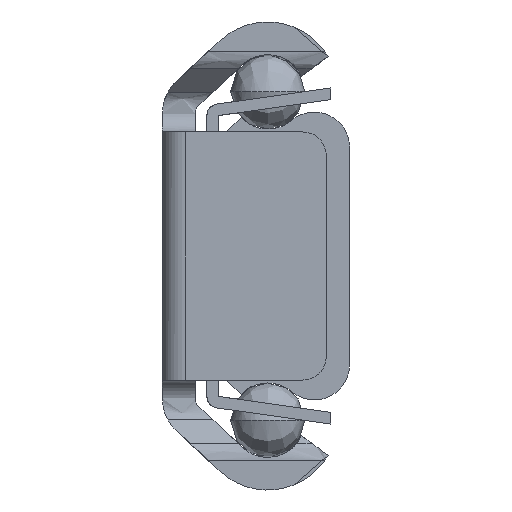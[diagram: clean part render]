
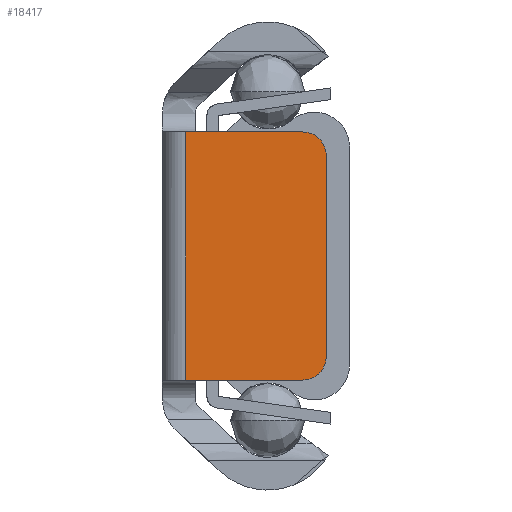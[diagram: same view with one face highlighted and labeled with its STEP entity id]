
A CAD part, left-side view. The second image highlights one B-rep face of the part: STEP entity #18417.
In plain terms, the highlighted free-form (B-spline) face has degree [1, 1] with [2, 2] control points.
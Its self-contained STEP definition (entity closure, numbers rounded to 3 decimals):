
#17399=CARTESIAN_POINT('',(0.0,-1.,-5.3));
#17400=VERTEX_POINT('',#17399);
#17414=CARTESIAN_POINT('',(0.0,-1.,5.3));
#17415=VERTEX_POINT('',#17414);
#17416=CARTESIAN_POINT('',(0.0,-1.,5.3));
#17417=CARTESIAN_POINT('',(0.0,-1.,-5.3));
#17418=QUASI_UNIFORM_CURVE('',1,(#17416,#17417),.UNSPECIFIED.,.F.,.U.);
#17419=EDGE_CURVE('',#17415,#17400,#17418,.T.);
#17517=CARTESIAN_POINT('',(0.0,-7.0,-4.3));
#17518=VERTEX_POINT('',#17517);
#17519=CARTESIAN_POINT('',(0.0,-6.0,-5.3));
#17520=VERTEX_POINT('',#17519);
#17521=CARTESIAN_POINT('',(0.0,-7.0,-4.3));
#17522=CARTESIAN_POINT('',(0.0,-7.,-5.3));
#17523=CARTESIAN_POINT('',(0.0,-6.0,-5.3));
#17531=(BOUNDED_CURVE()B_SPLINE_CURVE(2,(#17521,#17522,#17523),.UNSPECIFIED.,.F.,.U.)CURVE()GEOMETRIC_REPRESENTATION_ITEM()QUASI_UNIFORM_CURVE()RATIONAL_B_SPLINE_CURVE((1.0,0.707,1.0))REPRESENTATION_ITEM(''));
#17532=EDGE_CURVE('',#17518,#17520,#17531,.T.);
#17553=CARTESIAN_POINT('',(0.0,-7.0,4.3));
#17554=VERTEX_POINT('',#17553);
#17555=CARTESIAN_POINT('',(0.0,-7.0,-4.3));
#17556=CARTESIAN_POINT('',(0.0,-7.0,4.3));
#17557=QUASI_UNIFORM_CURVE('',1,(#17555,#17556),.UNSPECIFIED.,.F.,.U.);
#17558=EDGE_CURVE('',#17518,#17554,#17557,.T.);
#17584=CARTESIAN_POINT('',(0.0,-6.0,5.3));
#17585=VERTEX_POINT('',#17584);
#17586=CARTESIAN_POINT('',(0.0,-6.0,5.3));
#17587=CARTESIAN_POINT('',(0.0,-7.,5.3));
#17588=CARTESIAN_POINT('',(0.0,-7.0,4.3));
#17596=(BOUNDED_CURVE()B_SPLINE_CURVE(2,(#17586,#17587,#17588),.UNSPECIFIED.,.F.,.U.)CURVE()GEOMETRIC_REPRESENTATION_ITEM()QUASI_UNIFORM_CURVE()RATIONAL_B_SPLINE_CURVE((1.0,0.707,1.0))REPRESENTATION_ITEM(''));
#17597=EDGE_CURVE('',#17585,#17554,#17596,.T.);
#17622=CARTESIAN_POINT('',(0.0,-1.,5.3));
#17623=CARTESIAN_POINT('',(0.0,-6.0,5.3));
#17624=QUASI_UNIFORM_CURVE('',1,(#17622,#17623),.UNSPECIFIED.,.F.,.U.);
#17625=EDGE_CURVE('',#17415,#17585,#17624,.T.);
#18136=CARTESIAN_POINT('',(0.0,-1.,-5.3));
#18137=CARTESIAN_POINT('',(0.0,-6.0,-5.3));
#18138=QUASI_UNIFORM_CURVE('',1,(#18136,#18137),.UNSPECIFIED.,.F.,.U.);
#18139=EDGE_CURVE('',#17400,#17520,#18138,.T.);
#18404=CARTESIAN_POINT('',(0.0,-7.3,5.829));
#18405=CARTESIAN_POINT('',(0.0,-0.7,5.829));
#18406=CARTESIAN_POINT('',(0.0,-7.3,-5.829));
#18407=CARTESIAN_POINT('',(0.0,-0.7,-5.829));
#18408=B_SPLINE_SURFACE_WITH_KNOTS('',1,1,((#18404,#18406),(#18405,#18407)),.UNSPECIFIED.,.F.,.F.,.U.,(2,2),(2,2),(0.0,6.599),(0.0,11.659),.UNSPECIFIED.);
#18409=ORIENTED_EDGE('',*,*,#17625,.F.);
#18410=ORIENTED_EDGE('',*,*,#17419,.T.);
#18411=ORIENTED_EDGE('',*,*,#18139,.T.);
#18412=ORIENTED_EDGE('',*,*,#17532,.F.);
#18413=ORIENTED_EDGE('',*,*,#17558,.T.);
#18414=ORIENTED_EDGE('',*,*,#17597,.F.);
#18415=EDGE_LOOP('',(#18409,#18410,#18411,#18412,#18413,#18414));
#18416=FACE_OUTER_BOUND('',#18415,.T.);
#18417=ADVANCED_FACE('',(#18416),#18408,.T.);
